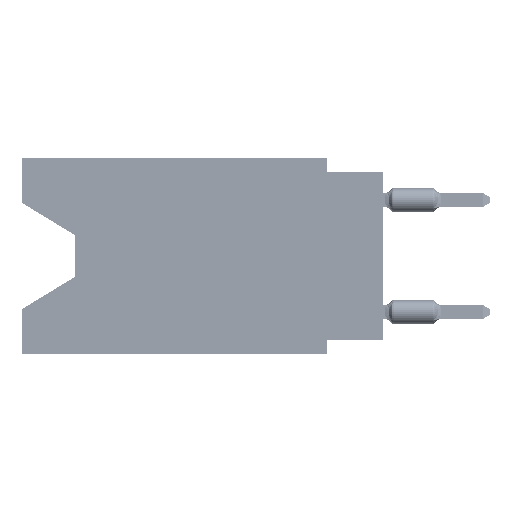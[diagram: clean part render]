
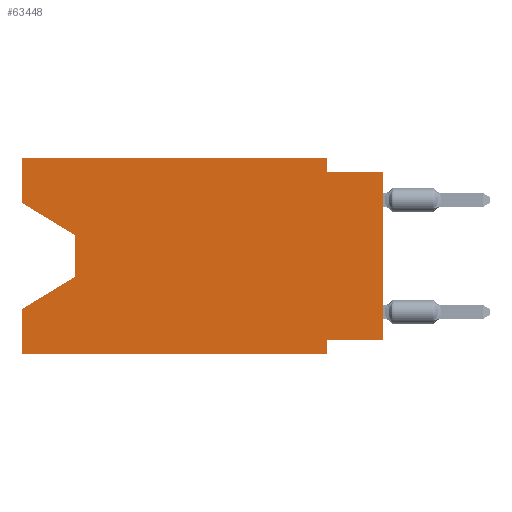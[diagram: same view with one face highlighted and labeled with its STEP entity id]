
A CAD part, left-side view. The second image highlights one B-rep face of the part: STEP entity #63448.
In plain terms, the highlighted planar face has unit normal (-1, 0, 0).
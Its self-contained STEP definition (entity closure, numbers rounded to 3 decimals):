
#644 = EDGE_CURVE ( 'NONE', #38176, #12837, #68971, .T. ) ;
#1232 = CARTESIAN_POINT ( 'NONE',  ( 0., 16.383, 0. ) ) ;
#2285 = CARTESIAN_POINT ( 'NONE',  ( 0., 0., -8.255 ) ) ;
#4314 = EDGE_CURVE ( 'NONE', #82950, #66043, #19756, .T. ) ;
#4484 = VERTEX_POINT ( 'NONE', #40134 ) ;
#4997 = DIRECTION ( 'NONE',  ( 0., -1., 0. ) ) ;
#5497 = CARTESIAN_POINT ( 'NONE',  ( 0., 2.54, 0. ) ) ;
#8578 = ORIENTED_EDGE ( 'NONE', *, *, #104008, .F. ) ;
#9555 = CARTESIAN_POINT ( 'NONE',  ( 0., 0., -8.255 ) ) ;
#9760 = ORIENTED_EDGE ( 'NONE', *, *, #38366, .T. ) ;
#12000 = CARTESIAN_POINT ( 'NONE',  ( 0., 16.383, -6.852 ) ) ;
#12837 = VERTEX_POINT ( 'NONE', #49418 ) ;
#13191 = CARTESIAN_POINT ( 'NONE',  ( 0., 13.97, -5.385 ) ) ;
#13658 = VECTOR ( 'NONE', #106037, 1000. ) ;
#14169 = EDGE_CURVE ( 'NONE', #90797, #66043, #57084, .T. ) ;
#14700 = VECTOR ( 'NONE', #102819, 1000. ) ;
#14837 = ORIENTED_EDGE ( 'NONE', *, *, #62512, .F. ) ;
#17591 = LINE ( 'NONE', #82656, #51999 ) ;
#17668 = CARTESIAN_POINT ( 'NONE',  ( 0., 16.383, 0. ) ) ;
#18718 = DIRECTION ( 'NONE',  ( 1., 0., 0. ) ) ;
#19417 = VECTOR ( 'NONE', #41834, 1000. ) ;
#19756 = LINE ( 'NONE', #102009, #30423 ) ;
#21791 = DIRECTION ( 'NONE',  ( 0., 0., -1. ) ) ;
#22478 = AXIS2_PLACEMENT_3D ( 'NONE', #17668, #18718, #59075 ) ;
#23536 = EDGE_CURVE ( 'NONE', #64877, #82950, #65888, .T. ) ;
#25002 = CARTESIAN_POINT ( 'NONE',  ( 0., 13.97, -3.505 ) ) ;
#29527 = CARTESIAN_POINT ( 'NONE',  ( 0., 16.383, -2.038 ) ) ;
#30423 = VECTOR ( 'NONE', #36428, 1000. ) ;
#30510 = ORIENTED_EDGE ( 'NONE', *, *, #42435, .F. ) ;
#31561 = VERTEX_POINT ( 'NONE', #37696 ) ;
#31565 = VERTEX_POINT ( 'NONE', #36638 ) ;
#31866 = EDGE_CURVE ( 'NONE', #100165, #47806, #66622, .T. ) ;
#34861 = FACE_OUTER_BOUND ( 'NONE', #86544, .T. ) ;
#36428 = DIRECTION ( 'NONE',  ( 0., 0.855, -0.519 ) ) ;
#36638 = CARTESIAN_POINT ( 'NONE',  ( 0., 2.54, -8.255 ) ) ;
#37696 = CARTESIAN_POINT ( 'NONE',  ( 0., 0., -0.635 ) ) ;
#38176 = VERTEX_POINT ( 'NONE', #50508 ) ;
#38366 = EDGE_CURVE ( 'NONE', #100165, #64877, #103176, .T. ) ;
#38466 = LINE ( 'NONE', #103527, #53706 ) ;
#38716 = ORIENTED_EDGE ( 'NONE', *, *, #68367, .T. ) ;
#38926 = VECTOR ( 'NONE', #74444, 1000. ) ;
#40134 = CARTESIAN_POINT ( 'NONE',  ( 0., 2.54, -8.89 ) ) ;
#40455 = LINE ( 'NONE', #48524, #13658 ) ;
#41466 = DIRECTION ( 'NONE',  ( 0., 0., 1. ) ) ;
#41834 = DIRECTION ( 'NONE',  ( 0., 1., 0. ) ) ;
#42435 = EDGE_CURVE ( 'NONE', #31565, #4484, #38466, .T. ) ;
#45853 = CARTESIAN_POINT ( 'NONE',  ( 0., 16.383, -8.89 ) ) ;
#46006 = VECTOR ( 'NONE', #4997, 1000. ) ;
#47806 = VERTEX_POINT ( 'NONE', #1232 ) ;
#48524 = CARTESIAN_POINT ( 'NONE',  ( 0., 0., -0.635 ) ) ;
#49418 = CARTESIAN_POINT ( 'NONE',  ( 0., 2.54, -0.635 ) ) ;
#49684 = ORIENTED_EDGE ( 'NONE', *, *, #14169, .F. ) ;
#49720 = VECTOR ( 'NONE', #103098, 1000. ) ;
#50368 = DIRECTION ( 'NONE',  ( 0., 0., 1. ) ) ;
#50508 = CARTESIAN_POINT ( 'NONE',  ( 0., 2.54, 0. ) ) ;
#51216 = VECTOR ( 'NONE', #57493, 1000. ) ;
#51999 = VECTOR ( 'NONE', #50368, 1000. ) ;
#52095 = ORIENTED_EDGE ( 'NONE', *, *, #61884, .F. ) ;
#53085 = LINE ( 'NONE', #85894, #49720 ) ;
#53706 = VECTOR ( 'NONE', #21791, 1000. ) ;
#54237 = DIRECTION ( 'NONE',  ( 0., -0.855, -0.519 ) ) ;
#57084 = LINE ( 'NONE', #72147, #101045 ) ;
#57145 = VECTOR ( 'NONE', #54237, 1000. ) ;
#57201 = ORIENTED_EDGE ( 'NONE', *, *, #4314, .T. ) ;
#57493 = DIRECTION ( 'NONE',  ( 0., 0., 1. ) ) ;
#59075 = DIRECTION ( 'NONE',  ( 0., 0., -1. ) ) ;
#61884 = EDGE_CURVE ( 'NONE', #12837, #31561, #40455, .T. ) ;
#62512 = EDGE_CURVE ( 'NONE', #47806, #38176, #53085, .T. ) ;
#63448 = ADVANCED_FACE ( 'NONE', ( #34861 ), #67655, .F. ) ;
#64877 = VERTEX_POINT ( 'NONE', #68883 ) ;
#65888 = LINE ( 'NONE', #25002, #38926 ) ;
#66043 = VERTEX_POINT ( 'NONE', #12000 ) ;
#66622 = LINE ( 'NONE', #74654, #51216 ) ;
#67548 = ORIENTED_EDGE ( 'NONE', *, *, #89810, .T. ) ;
#67655 = PLANE ( 'NONE',  #22478 ) ;
#68367 = EDGE_CURVE ( 'NONE', #96259, #31561, #17591, .T. ) ;
#68883 = CARTESIAN_POINT ( 'NONE',  ( 0., 13.97, -3.505 ) ) ;
#68971 = LINE ( 'NONE', #5497, #14700 ) ;
#71515 = ORIENTED_EDGE ( 'NONE', *, *, #23536, .T. ) ;
#72147 = CARTESIAN_POINT ( 'NONE',  ( 0., 16.383, 0. ) ) ;
#74444 = DIRECTION ( 'NONE',  ( 0., 0., -1. ) ) ;
#74654 = CARTESIAN_POINT ( 'NONE',  ( 0., 16.383, 0. ) ) ;
#76718 = LINE ( 'NONE', #9555, #19417 ) ;
#78651 = LINE ( 'NONE', #45853, #46006 ) ;
#82459 = CARTESIAN_POINT ( 'NONE',  ( 0., 16.383, -2.038 ) ) ;
#82656 = CARTESIAN_POINT ( 'NONE',  ( 0., 0., 0. ) ) ;
#82950 = VERTEX_POINT ( 'NONE', #13191 ) ;
#85894 = CARTESIAN_POINT ( 'NONE',  ( 0., 16.383, 0. ) ) ;
#86544 = EDGE_LOOP ( 'NONE', ( #9760, #71515, #57201, #49684, #67548, #30510, #8578, #38716, #52095, #105702, #14837, #100678 ) ) ;
#89038 = CARTESIAN_POINT ( 'NONE',  ( 0., 16.383, -8.89 ) ) ;
#89810 = EDGE_CURVE ( 'NONE', #90797, #4484, #78651, .T. ) ;
#90797 = VERTEX_POINT ( 'NONE', #89038 ) ;
#96259 = VERTEX_POINT ( 'NONE', #2285 ) ;
#100165 = VERTEX_POINT ( 'NONE', #82459 ) ;
#100678 = ORIENTED_EDGE ( 'NONE', *, *, #31866, .F. ) ;
#101045 = VECTOR ( 'NONE', #41466, 1000. ) ;
#102009 = CARTESIAN_POINT ( 'NONE',  ( 0., 13.97, -5.385 ) ) ;
#102819 = DIRECTION ( 'NONE',  ( 0., 0., -1. ) ) ;
#103098 = DIRECTION ( 'NONE',  ( 0., -1., 0. ) ) ;
#103176 = LINE ( 'NONE', #29527, #57145 ) ;
#103527 = CARTESIAN_POINT ( 'NONE',  ( 0., 2.54, -8.89 ) ) ;
#104008 = EDGE_CURVE ( 'NONE', #96259, #31565, #76718, .T. ) ;
#105702 = ORIENTED_EDGE ( 'NONE', *, *, #644, .F. ) ;
#106037 = DIRECTION ( 'NONE',  ( 0., -1., 0. ) ) ;
